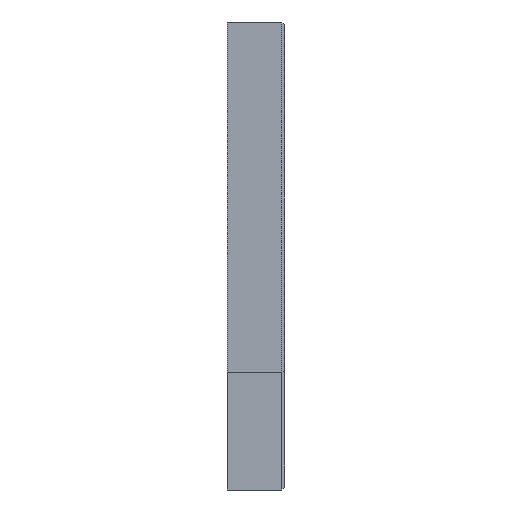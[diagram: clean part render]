
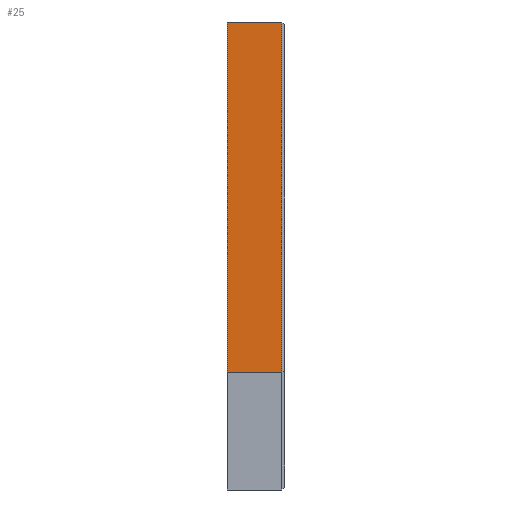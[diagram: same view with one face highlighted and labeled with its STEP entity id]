
A CAD part, left-side view. The second image highlights one B-rep face of the part: STEP entity #25.
In plain terms, the highlighted free-form (B-spline) face has degree [1, 1] with [2, 2] control points.
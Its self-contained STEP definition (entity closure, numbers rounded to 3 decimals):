
#25=ADVANCED_FACE('',(#57),#817,.T.);
#57=FACE_OUTER_BOUND('',#89,.T.);
#89=EDGE_LOOP('',(#143,#144,#145,#146));
#143=ORIENTED_EDGE('',*,*,#711,.T.);
#144=ORIENTED_EDGE('',*,*,#712,.T.);
#145=ORIENTED_EDGE('',*,*,#708,.F.);
#146=ORIENTED_EDGE('',*,*,#713,.T.);
#324=PCURVE('',#816,#478);
#328=PCURVE('',#817,#482);
#329=PCURVE('',#817,#483);
#330=PCURVE('',#817,#484);
#331=PCURVE('',#817,#485);
#334=PCURVE('',#818,#488);
#378=PCURVE('',#824,#532);
#443=PCURVE('',#832,#597);
#478=DEFINITIONAL_REPRESENTATION('',(#907),#1953);
#482=DEFINITIONAL_REPRESENTATION('',(#914),#1953);
#483=DEFINITIONAL_REPRESENTATION('',(#916),#1953);
#484=DEFINITIONAL_REPRESENTATION('',(#917),#1953);
#485=DEFINITIONAL_REPRESENTATION('',(#919),#1953);
#488=DEFINITIONAL_REPRESENTATION('',(#924),#1953);
#532=DEFINITIONAL_REPRESENTATION('',(#983),#1953);
#597=DEFINITIONAL_REPRESENTATION('',(#1053),#1953);
#631=SURFACE_CURVE('',#906,(#324,#330),.PCURVE_S1.);
#634=SURFACE_CURVE('',#913,(#328,#334),.PCURVE_S1.);
#635=SURFACE_CURVE('',#915,(#329,#443),.PCURVE_S1.);
#636=SURFACE_CURVE('',#918,(#331,#378),.PCURVE_S1.);
#708=EDGE_CURVE('',#784,#785,#631,.T.);
#711=EDGE_CURVE('',#786,#787,#634,.T.);
#712=EDGE_CURVE('',#787,#785,#635,.T.);
#713=EDGE_CURVE('',#784,#786,#636,.T.);
#784=VERTEX_POINT('',#1397);
#785=VERTEX_POINT('',#1398);
#786=VERTEX_POINT('',#1399);
#787=VERTEX_POINT('',#1400);
#816=B_SPLINE_SURFACE_WITH_KNOTS('',1,1,((#1159,#1160),(#1161,#1162)),
 .UNSPECIFIED.,.F.,.F.,.F.,(2,2),(2,2),(-24.,24.),(-5.58,5.58),
 .UNSPECIFIED.);
#817=B_SPLINE_SURFACE_WITH_KNOTS('',1,1,((#1163,#1164),(#1165,#1166)),
 .UNSPECIFIED.,.F.,.F.,.F.,(2,2),(2,2),(-36.,36.),(-5.58,5.58),
 .UNSPECIFIED.);
#818=B_SPLINE_SURFACE_WITH_KNOTS('',1,1,((#1167,#1168),(#1169,#1170)),
 .UNSPECIFIED.,.F.,.F.,.F.,(2,2),(2,2),(-24.,24.),(-5.58,5.58),
 .UNSPECIFIED.);
#824=B_SPLINE_SURFACE_WITH_KNOTS('',1,1,((#1191,#1192),(#1193,#1194)),
 .UNSPECIFIED.,.F.,.F.,.F.,(2,2),(2,2),(-48.,48.),(-63.,
63.),.UNSPECIFIED.);
#832=B_SPLINE_SURFACE_WITH_KNOTS('',1,1,((#1349,#1350),(#1351,#1352)),
 .UNSPECIFIED.,.F.,.F.,.F.,(2,2),(2,2),(-36.,36.),(-1.024,
1.024),.UNSPECIFIED.);
#906=B_SPLINE_CURVE_WITH_KNOTS('',1,(#1516,#1517),.UNSPECIFIED.,.F.,.F.,
(2,2),(0.,9.3),.UNSPECIFIED.);
#907=B_SPLINE_CURVE_WITH_KNOTS('',1,(#1518,#1519),.UNSPECIFIED.,.F.,.F.,
(2,2),(0.,9.3),.UNSPECIFIED.);
#913=B_SPLINE_CURVE_WITH_KNOTS('',1,(#1530,#1531),.UNSPECIFIED.,.F.,.F.,
(2,2),(0.,9.3),.UNSPECIFIED.);
#914=B_SPLINE_CURVE_WITH_KNOTS('',1,(#1532,#1533),.UNSPECIFIED.,.F.,.F.,
(2,2),(0.,9.3),.UNSPECIFIED.);
#915=B_SPLINE_CURVE_WITH_KNOTS('',1,(#1534,#1535),.UNSPECIFIED.,.F.,.F.,
(2,2),(0.,60.),.UNSPECIFIED.);
#916=B_SPLINE_CURVE_WITH_KNOTS('',1,(#1536,#1537),.UNSPECIFIED.,.F.,.F.,
(2,2),(0.,60.),.UNSPECIFIED.);
#917=B_SPLINE_CURVE_WITH_KNOTS('',1,(#1538,#1539),.UNSPECIFIED.,.F.,.F.,
(2,2),(0.,9.3),.UNSPECIFIED.);
#918=B_SPLINE_CURVE_WITH_KNOTS('',1,(#1540,#1541),.UNSPECIFIED.,.F.,.F.,
(2,2),(0.,60.),.UNSPECIFIED.);
#919=B_SPLINE_CURVE_WITH_KNOTS('',1,(#1542,#1543),.UNSPECIFIED.,.F.,.F.,
(2,2),(0.,60.),.UNSPECIFIED.);
#924=B_SPLINE_CURVE_WITH_KNOTS('',1,(#1552,#1553),.UNSPECIFIED.,.F.,.F.,
(2,2),(0.,9.3),.UNSPECIFIED.);
#983=B_SPLINE_CURVE_WITH_KNOTS('',1,(#1730,#1731),.UNSPECIFIED.,.F.,.F.,
(2,2),(0.,60.),.UNSPECIFIED.);
#1053=B_SPLINE_CURVE_WITH_KNOTS('',1,(#1915,#1916),.UNSPECIFIED.,.F.,.F.,
(2,2),(0.,60.),.UNSPECIFIED.);
#1159=CARTESIAN_POINT('',(-4.,-10.23,0.));
#1160=CARTESIAN_POINT('',(-4.,0.93,0.));
#1161=CARTESIAN_POINT('',(44.,-10.23,0.));
#1162=CARTESIAN_POINT('',(44.,0.93,0.));
#1163=CARTESIAN_POINT('',(0.,-10.23,-66.));
#1164=CARTESIAN_POINT('',(0.,0.93,-66.));
#1165=CARTESIAN_POINT('',(0.,-10.23,6.));
#1166=CARTESIAN_POINT('',(0.,0.93,6.));
#1167=CARTESIAN_POINT('',(44.,-10.23,-60.));
#1168=CARTESIAN_POINT('',(44.,0.93,-60.));
#1169=CARTESIAN_POINT('',(-4.,-10.23,-60.));
#1170=CARTESIAN_POINT('',(-4.,0.93,-60.));
#1191=CARTESIAN_POINT('',(-10.5,0.,-88.));
#1192=CARTESIAN_POINT('',(115.5,0.,-88.));
#1193=CARTESIAN_POINT('',(-10.5,0.,8.));
#1194=CARTESIAN_POINT('',(115.5,0.,8.));
#1349=CARTESIAN_POINT('',(-0.474,-8.826,6.));
#1350=CARTESIAN_POINT('',(0.974,-10.274,6.));
#1351=CARTESIAN_POINT('',(-0.474,-8.826,-66.));
#1352=CARTESIAN_POINT('',(0.974,-10.274,-66.));
#1397=CARTESIAN_POINT('',(0.,0.,0.));
#1398=CARTESIAN_POINT('',(0.,-9.3,0.));
#1399=CARTESIAN_POINT('',(0.,0.,-60.));
#1400=CARTESIAN_POINT('',(0.,-9.3,-60.));
#1516=CARTESIAN_POINT('',(0.,0.,0.));
#1517=CARTESIAN_POINT('',(0.,-9.3,0.));
#1518=CARTESIAN_POINT('',(-20.,4.65));
#1519=CARTESIAN_POINT('',(-20.,-4.65));
#1530=CARTESIAN_POINT('',(0.,0.,-60.));
#1531=CARTESIAN_POINT('',(0.,-9.3,-60.));
#1532=CARTESIAN_POINT('',(-30.,4.65));
#1533=CARTESIAN_POINT('',(-30.,-4.65));
#1534=CARTESIAN_POINT('',(0.,-9.3,-60.));
#1535=CARTESIAN_POINT('',(0.,-9.3,0.));
#1536=CARTESIAN_POINT('',(-30.,-4.65));
#1537=CARTESIAN_POINT('',(30.,-4.65));
#1538=CARTESIAN_POINT('',(30.,4.65));
#1539=CARTESIAN_POINT('',(30.,-4.65));
#1540=CARTESIAN_POINT('',(0.,0.,0.));
#1541=CARTESIAN_POINT('',(0.,0.,-60.));
#1542=CARTESIAN_POINT('',(30.,4.65));
#1543=CARTESIAN_POINT('',(-30.,4.65));
#1552=CARTESIAN_POINT('',(20.,4.65));
#1553=CARTESIAN_POINT('',(20.,-4.65));
#1730=CARTESIAN_POINT('',(40.,-52.5));
#1731=CARTESIAN_POINT('',(-20.,-52.5));
#1915=CARTESIAN_POINT('',(30.,-0.354));
#1916=CARTESIAN_POINT('',(-30.,-0.354));
#1953=(
GEOMETRIC_REPRESENTATION_CONTEXT(2)
PARAMETRIC_REPRESENTATION_CONTEXT()
REPRESENTATION_CONTEXT('pspace','')
);
